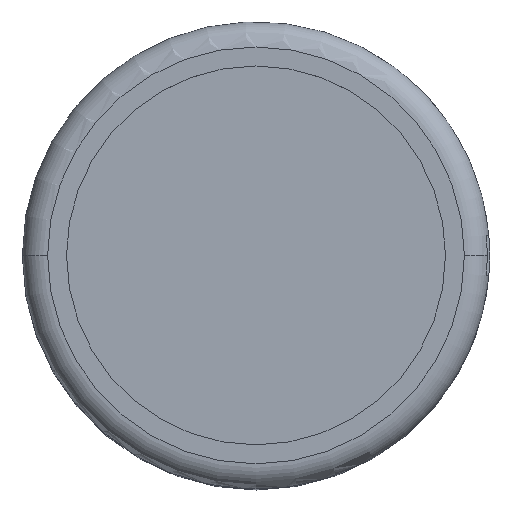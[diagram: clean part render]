
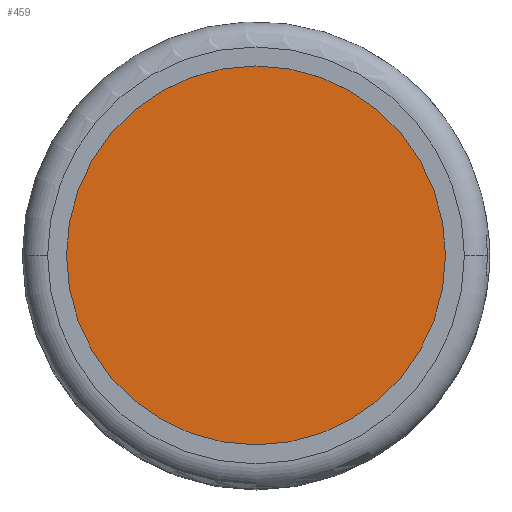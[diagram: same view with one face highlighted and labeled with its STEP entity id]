
A CAD part, top view. The second image highlights one B-rep face of the part: STEP entity #459.
In plain terms, the highlighted planar face has unit normal (0, 0, 1).
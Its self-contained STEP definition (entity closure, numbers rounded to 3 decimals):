
#389=CARTESIAN_POINT('',(7.5,0.0,21.8));
#390=VERTEX_POINT('',#389);
#399=CARTESIAN_POINT('',(-7.5,0.,21.8));
#400=VERTEX_POINT('',#399);
#401=CARTESIAN_POINT('',(0.0,0.0,21.8));
#402=DIRECTION('',(0.0,0.0,-1.0));
#403=DIRECTION('',(1.0,0.0,0.0));
#404=AXIS2_PLACEMENT_3D('',#401,#402,#403);
#405=CIRCLE('',#404,7.5);
#406=EDGE_CURVE('',#390,#400,#405,.T.);
#440=CARTESIAN_POINT('',(0.0,0.0,21.8));
#441=DIRECTION('',(0.0,0.0,-1.0));
#442=DIRECTION('',(1.0,0.0,0.0));
#443=AXIS2_PLACEMENT_3D('',#440,#441,#442);
#444=CIRCLE('',#443,7.5);
#445=EDGE_CURVE('',#400,#390,#444,.T.);
#450=CARTESIAN_POINT('',(0.0,0.0,21.8));
#451=DIRECTION('',(0.0,0.0,1.0));
#452=DIRECTION('',(1.0,0.0,0.0));
#453=AXIS2_PLACEMENT_3D('',#450,#451,#452);
#454=PLANE('',#453);
#455=ORIENTED_EDGE('',*,*,#406,.F.);
#456=ORIENTED_EDGE('',*,*,#445,.F.);
#457=EDGE_LOOP('',(#455,#456));
#458=FACE_OUTER_BOUND('',#457,.T.);
#459=ADVANCED_FACE('',(#458),#454,.T.);
